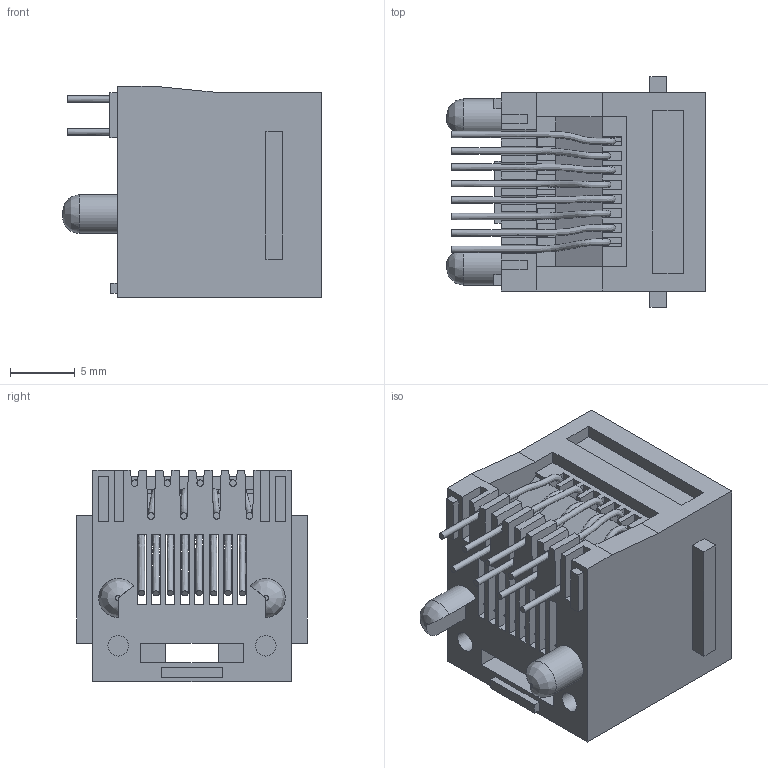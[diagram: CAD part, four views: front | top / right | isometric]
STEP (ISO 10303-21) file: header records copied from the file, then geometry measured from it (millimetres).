
FILE_DESCRIPTION( ( 'Unknown' ), '1' );
FILE_NAME( '615008144221.stp', 'Unknown', ( 'Unknown' ), ( 'Unknown' ), 'PSStep 17.0.49', 'Unknown', ' ' );
FILE_SCHEMA( ( 'AUTOMOTIVE_DESIGN { 1 0 10303 214 1 1 1 1 }' ) );
Length unit declared in the file: millimetre
Products named in the file (10): Assem1; pin1; pin3; pin5; pin7; pin2; pin4; pin6; pin8; housing
Assembly tree (9 placements, depth 2):
  Assem1
    pin1
    pin3
    pin5
    pin7
    pin2
    pin4
    pin6
    pin8
    housing
Bounding box: 20.05 x 17.84 x 16.4 mm (x, y, z)
Volume: 2051.9 mm3; surface area: 3390.9 mm2
Topology: 9 solids, 9 shells, 276 faces, 740 edges, 468 vertices
Faces by surface type: plane 254, cylinder 12, bspline 10
Full cylindrical faces by diameter (mm): 1.6 x2
Entity records: 15268 total; most frequent: CARTESIAN_POINT 6010, ORIENTED_EDGE 1460, DIRECTION 1336, EDGE_CURVE 730, LINE 676, VECTOR 676, VERTEX_POINT 468, AXIS2_PLACEMENT_3D 330
